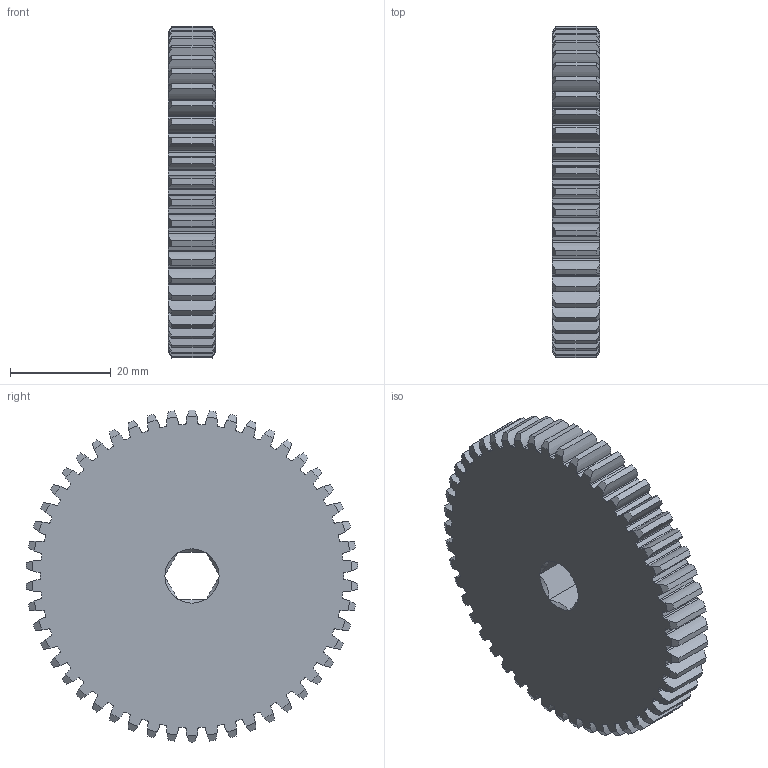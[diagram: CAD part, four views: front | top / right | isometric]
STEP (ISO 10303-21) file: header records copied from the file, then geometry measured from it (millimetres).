
FILE_DESCRIPTION((''),'2;1');
FILE_NAME('AM-0037.stp','2008-01-03T19:17:00',('Owner'),(''),'Autodesk Inventor (R) 6.0','Autodesk Inventor (R) 6.0','');
FILE_SCHEMA(('AUTOMOTIVE_DESIGN { 1 0 10303 214 1 1 1 1 }'));
Length unit declared in the file: inch
Products named in the file (1): AM-0037 AMG Large Cluster Gear 50T
Bounding box: 9.53 x 65.97 x 66.04 mm (x, y, z)
Volume: 29091.2 mm3; surface area: 10232.4 mm2
Topology: 1 solids, 1 shells, 420 faces, 1266 edges, 848 vertices
Faces by surface type: cylinder 300, cone 112, plane 8
Entity records: 14843 total; most frequent: CARTESIAN_POINT 3183, DIRECTION 2596, ORIENTED_EDGE 2532, EDGE_CURVE 1266, AXIS2_PLACEMENT_3D 1133, VERTEX_POINT 848, CIRCLE 712, EDGE_LOOP 422
